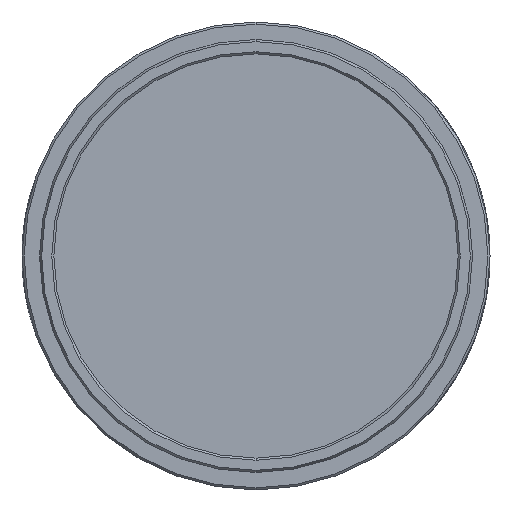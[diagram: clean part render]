
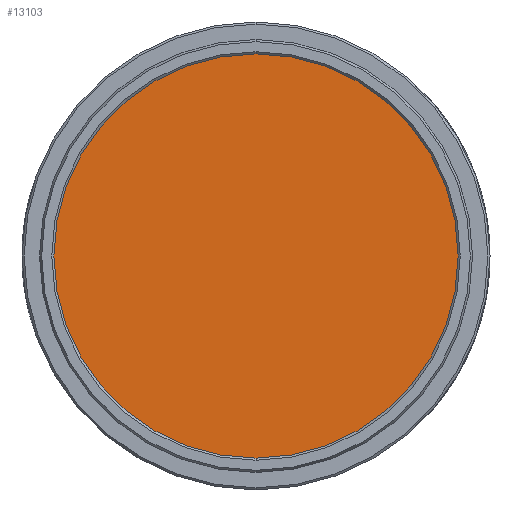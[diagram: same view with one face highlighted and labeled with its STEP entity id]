
A CAD part, left-side view. The second image highlights one B-rep face of the part: STEP entity #13103.
In plain terms, the highlighted planar face has unit normal (-1, 0, 0).
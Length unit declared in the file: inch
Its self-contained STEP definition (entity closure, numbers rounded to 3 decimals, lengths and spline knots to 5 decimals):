
#1016 = VERTEX_POINT ( 'NONE', #8017 ) ;
#1021 = ORIENTED_EDGE ( 'NONE', *, *, #6725, .F. ) ;
#1367 = FACE_OUTER_BOUND ( 'NONE', #2411, .T. ) ;
#1657 = AXIS2_PLACEMENT_3D ( 'NONE', #4291, #12871, #5525 ) ;
#2411 = EDGE_LOOP ( 'NONE', ( #9588, #1021 ) ) ;
#3059 = PLANE ( 'NONE',  #1657 ) ;
#3153 = CARTESIAN_POINT ( 'NONE',  ( -0.3, 0., 0. ) ) ;
#3926 = CARTESIAN_POINT ( 'NONE',  ( -0.3, 0., -1. ) ) ;
#4291 = CARTESIAN_POINT ( 'NONE',  ( -0.3, 0., 0. ) ) ;
#4382 = DIRECTION ( 'NONE',  ( 0., 0., -1. ) ) ;
#4855 = VERTEX_POINT ( 'NONE', #3926 ) ;
#5005 = CIRCLE ( 'NONE', #6297, 1. ) ;
#5525 = DIRECTION ( 'NONE',  ( 0., 0., -1. ) ) ;
#6160 = DIRECTION ( 'NONE',  ( 1., 0., 0. ) ) ;
#6297 = AXIS2_PLACEMENT_3D ( 'NONE', #3153, #11736, #4382 ) ;
#6725 = EDGE_CURVE ( 'NONE', #1016, #4855, #15938, .T. ) ;
#7708 = AXIS2_PLACEMENT_3D ( 'NONE', #13502, #6160, #14741 ) ;
#8017 = CARTESIAN_POINT ( 'NONE',  ( -0.3, 0., 1. ) ) ;
#9588 = ORIENTED_EDGE ( 'NONE', *, *, #14321, .F. ) ;
#11736 = DIRECTION ( 'NONE',  ( 1., 0., 0. ) ) ;
#12871 = DIRECTION ( 'NONE',  ( 1., 0., 0. ) ) ;
#13103 = ADVANCED_FACE ( 'NONE', ( #1367 ), #3059, .F. ) ;
#13502 = CARTESIAN_POINT ( 'NONE',  ( -0.3, 0., 0. ) ) ;
#14321 = EDGE_CURVE ( 'NONE', #4855, #1016, #5005, .T. ) ;
#14741 = DIRECTION ( 'NONE',  ( 0., 0., -1. ) ) ;
#15938 = CIRCLE ( 'NONE', #7708, 1. ) ;
